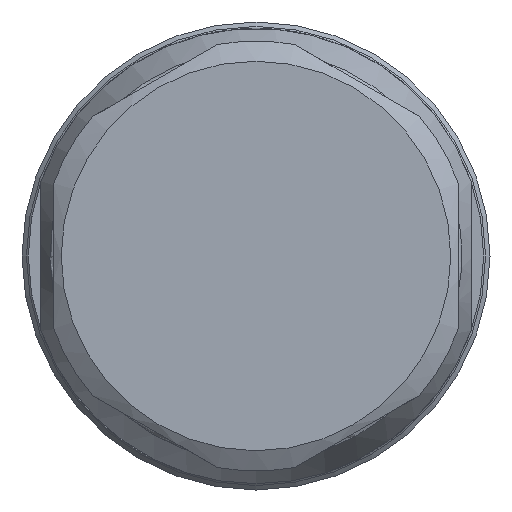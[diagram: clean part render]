
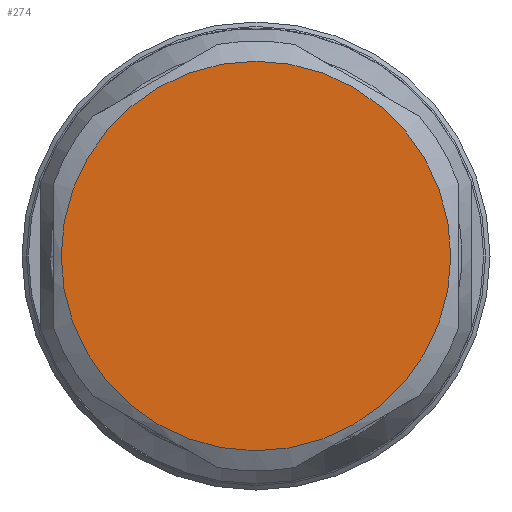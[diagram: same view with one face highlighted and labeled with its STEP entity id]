
A CAD part, left-side view. The second image highlights one B-rep face of the part: STEP entity #274.
In plain terms, the highlighted planar face has unit normal (-1, 0, 0).
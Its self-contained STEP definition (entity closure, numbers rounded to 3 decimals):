
#125=FACE_OUTER_BOUND('',#533,.T.);
#239=PLANE('',#1250);
#274=ADVANCED_FACE('',(#125),#239,.T.);
#533=EDGE_LOOP('',(#729));
#729=ORIENTED_EDGE('',*,*,#1031,.T.);
#923=VERTEX_POINT('',#1879);
#1031=EDGE_CURVE('',#923,#923,#1128,.T.);
#1128=CIRCLE('',#1237,7.7);
#1237=AXIS2_PLACEMENT_3D('',#1878,#1476,#1477);
#1250=AXIS2_PLACEMENT_3D('',#1894,#1502,#1503);
#1476=DIRECTION('',(-1.,0.,0.));
#1477=DIRECTION('',(0.,0.,1.));
#1502=DIRECTION('',(-1.,0.,0.));
#1503=DIRECTION('',(0.,0.,1.));
#1878=CARTESIAN_POINT('',(-26.1,0.,0.));
#1879=CARTESIAN_POINT('',(-26.1,0.,7.7));
#1894=CARTESIAN_POINT('',(-26.1,0.,0.));
